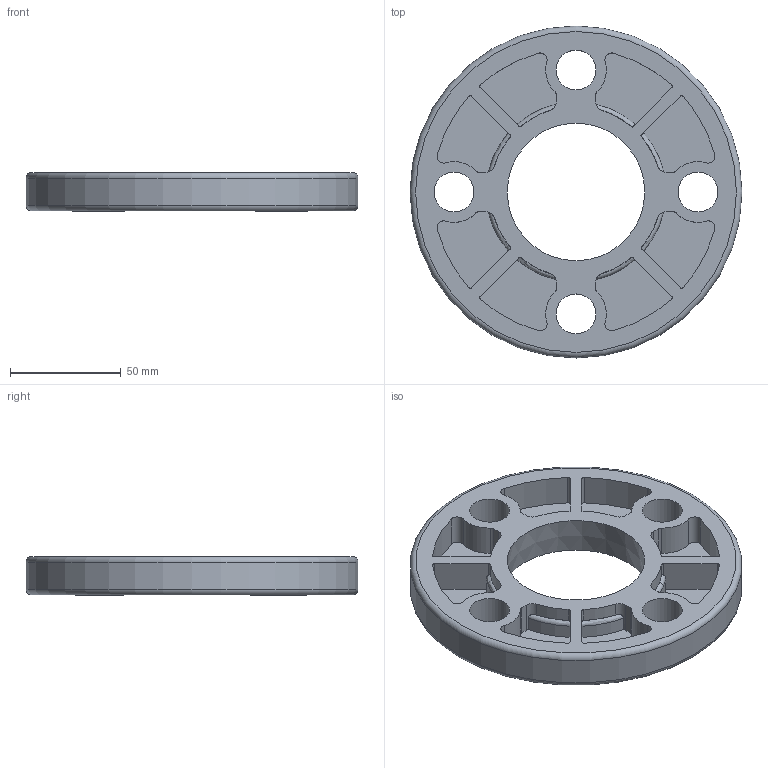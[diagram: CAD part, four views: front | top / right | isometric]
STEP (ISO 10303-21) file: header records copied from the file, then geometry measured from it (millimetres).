
FILE_DESCRIPTION(/* description */ (''),/* implementation_level */ '2;1');
FILE_NAME(/* name */ '法兰外套50.stp',/* time_stamp */ '2025-01-13T08:20:44+08:00',/* author */ (''),/* organization */ (''),/* preprocessor_version */ 'ST-DEVELOPER v16',/* originating_system */ 'SIEMENS PLM Software NX 10.0',/* authorisation */ '');
FILE_SCHEMA (('AUTOMOTIVE_DESIGN { 1 0 10303 214 3 1 1 1 }'));
Length unit declared in the file: millimetre
Products named in the file (1): gelv10BC33B20371
Bounding box: 149.7 x 149.7 x 17.55 mm (x, y, z)
Volume: 156785.1 mm3; surface area: 52862.2 mm2
Topology: 1 solids, 1 shells, 345 faces, 923 edges, 616 vertices
Faces by surface type: plane 156, extrusion 97, cylinder 81, torus 10, cone 1
Full cylindrical faces by diameter (mm): 3 x1, 4 x1, 18 x4, 149.7 x1
Entity records: 12224 total; most frequent: CARTESIAN_POINT 4114, ORIENTED_EDGE 1818, DIRECTION 1334, EDGE_CURVE 909, VERTEX_POINT 612, VECTOR 472, B_SPLINE_CURVE_WITH_KNOTS 449, AXIS2_PLACEMENT_3D 431
